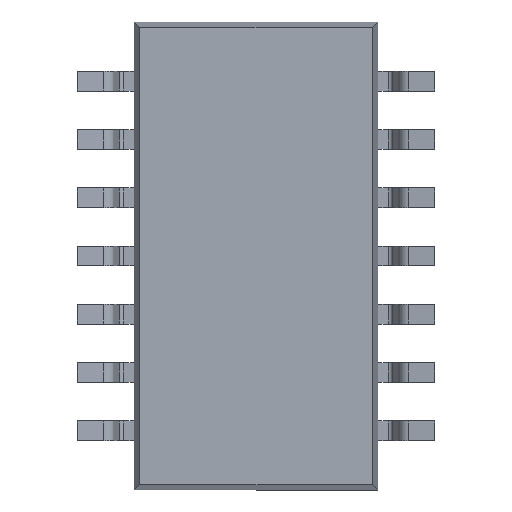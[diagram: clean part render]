
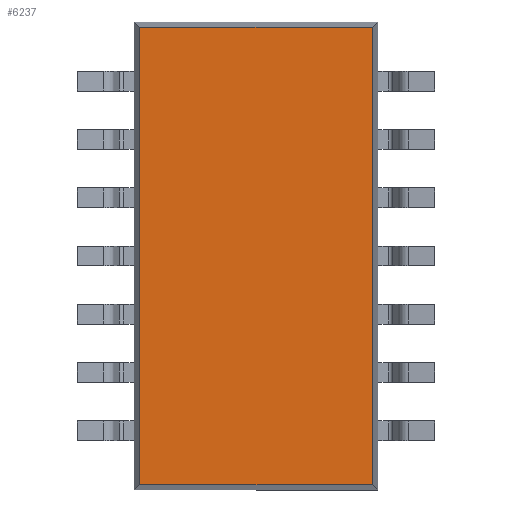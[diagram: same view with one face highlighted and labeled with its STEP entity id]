
A CAD part, front view. The second image highlights one B-rep face of the part: STEP entity #6237.
In plain terms, the highlighted planar face has unit normal (0, -1, 0).
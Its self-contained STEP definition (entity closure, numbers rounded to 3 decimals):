
#114 = LINE ( 'NONE', #4788, #1644 ) ;
#148 = DIRECTION ( 'NONE',  ( 0., 0., -1. ) ) ;
#431 = VECTOR ( 'NONE', #3444, 1000. ) ;
#700 = DIRECTION ( 'NONE',  ( 0., 0., 1. ) ) ;
#1250 = AXIS2_PLACEMENT_3D ( 'NONE', #2379, #6436, #5417 ) ;
#1361 = VERTEX_POINT ( 'NONE', #4764 ) ;
#1449 = LINE ( 'NONE', #6555, #431 ) ;
#1644 = VECTOR ( 'NONE', #148, 1000. ) ;
#2144 = EDGE_CURVE ( 'NONE', #2367, #6062, #1449, .T. ) ;
#2173 = LINE ( 'NONE', #3055, #4331 ) ;
#2367 = VERTEX_POINT ( 'NONE', #3307 ) ;
#2379 = CARTESIAN_POINT ( 'NONE',  ( 0., 0.15, 0. ) ) ;
#2562 = VERTEX_POINT ( 'NONE', #6521 ) ;
#2754 = CARTESIAN_POINT ( 'NONE',  ( -2.531, 0.15, 4.981 ) ) ;
#2817 = FACE_OUTER_BOUND ( 'NONE', #5857, .T. ) ;
#2855 = PLANE ( 'NONE',  #1250 ) ;
#3055 = CARTESIAN_POINT ( 'NONE',  ( -2.65, 0.15, -4.981 ) ) ;
#3095 = EDGE_CURVE ( 'NONE', #1361, #2562, #2173, .T. ) ;
#3307 = CARTESIAN_POINT ( 'NONE',  ( 2.531, 0.15, 4.981 ) ) ;
#3444 = DIRECTION ( 'NONE',  ( -1., 0., 0. ) ) ;
#3619 = EDGE_CURVE ( 'NONE', #2562, #2367, #5914, .T. ) ;
#3831 = ORIENTED_EDGE ( 'NONE', *, *, #3095, .T. ) ;
#3959 = ORIENTED_EDGE ( 'NONE', *, *, #2144, .T. ) ;
#4046 = EDGE_CURVE ( 'NONE', #6062, #1361, #114, .T. ) ;
#4331 = VECTOR ( 'NONE', #4672, 1000. ) ;
#4672 = DIRECTION ( 'NONE',  ( 1., 0., 0. ) ) ;
#4764 = CARTESIAN_POINT ( 'NONE',  ( -2.531, 0.15, -4.981 ) ) ;
#4788 = CARTESIAN_POINT ( 'NONE',  ( -2.531, 0.15, 5.1 ) ) ;
#4979 = VECTOR ( 'NONE', #700, 1000. ) ;
#5271 = CARTESIAN_POINT ( 'NONE',  ( 2.531, 0.15, -5.1 ) ) ;
#5306 = ORIENTED_EDGE ( 'NONE', *, *, #4046, .T. ) ;
#5417 = DIRECTION ( 'NONE',  ( 0., 0., -1. ) ) ;
#5857 = EDGE_LOOP ( 'NONE', ( #3831, #6381, #3959, #5306 ) ) ;
#5914 = LINE ( 'NONE', #5271, #4979 ) ;
#6062 = VERTEX_POINT ( 'NONE', #2754 ) ;
#6237 = ADVANCED_FACE ( 'NONE', ( #2817 ), #2855, .T. ) ;
#6381 = ORIENTED_EDGE ( 'NONE', *, *, #3619, .T. ) ;
#6436 = DIRECTION ( 'NONE',  ( 0., -1., 0. ) ) ;
#6521 = CARTESIAN_POINT ( 'NONE',  ( 2.531, 0.15, -4.981 ) ) ;
#6555 = CARTESIAN_POINT ( 'NONE',  ( 2.65, 0.15, 4.981 ) ) ;
